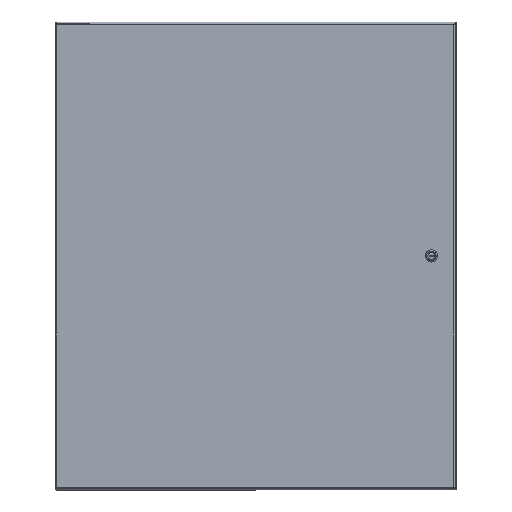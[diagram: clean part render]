
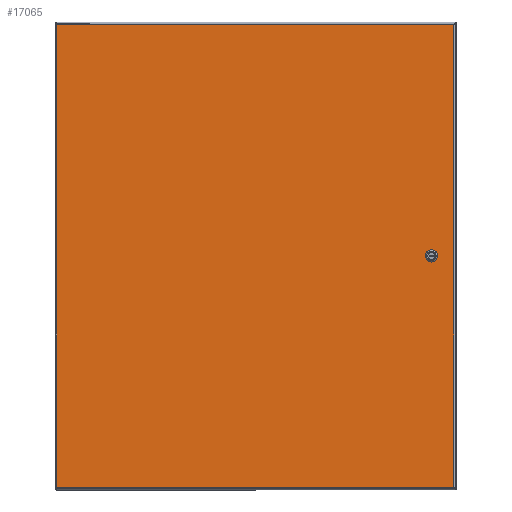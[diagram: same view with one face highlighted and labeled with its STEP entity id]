
A CAD part, top view. The second image highlights one B-rep face of the part: STEP entity #17065.
In plain terms, the highlighted face is planar.
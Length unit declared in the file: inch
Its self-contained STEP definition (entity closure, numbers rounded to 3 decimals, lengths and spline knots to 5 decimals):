
#1354=LINE('',#32152,#2656);
#1358=LINE('',#32164,#2660);
#1362=LINE('',#32176,#2664);
#1366=LINE('',#32186,#2668);
#1414=LINE('',#32292,#2716);
#1420=LINE('',#32374,#2722);
#1435=LINE('',#32474,#2737);
#1450=LINE('',#32573,#2752);
#2656=VECTOR('',#21570,0.42525);
#2660=VECTOR('',#21582,0.42525);
#2664=VECTOR('',#21594,0.42525);
#2668=VECTOR('',#21606,0.42525);
#2716=VECTOR('',#21688,41.5395);
#2722=VECTOR('',#21700,35.6645);
#2737=VECTOR('',#21729,41.5395);
#2752=VECTOR('',#21758,35.6645);
#3649=PLANE('',#18459);
#4092=FACE_BOUND('',#5971,.T.);
#4729=FACE_OUTER_BOUND('',#5970,.T.);
#5970=EDGE_LOOP('',(#13477,#13478,#13479,#13480));
#5971=EDGE_LOOP('',(#13481,#13482,#13483,#13484,#13485,#13486,#13487,#13488));
#6942=CIRCLE('',#18405,0.453);
#6944=CIRCLE('',#18409,0.453);
#6946=CIRCLE('',#18413,0.453);
#6948=CIRCLE('',#18417,0.453);
#8050=VERTEX_POINT('',#32143);
#8051=VERTEX_POINT('',#32145);
#8053=VERTEX_POINT('',#32151);
#8055=VERTEX_POINT('',#32157);
#8057=VERTEX_POINT('',#32163);
#8059=VERTEX_POINT('',#32169);
#8061=VERTEX_POINT('',#32175);
#8063=VERTEX_POINT('',#32181);
#8096=VERTEX_POINT('',#32283);
#8097=VERTEX_POINT('',#32291);
#8102=VERTEX_POINT('',#32366);
#8112=VERTEX_POINT('',#32466);
#9913=EDGE_CURVE('',#8051,#8050,#6942,.T.);
#9916=EDGE_CURVE('',#8053,#8051,#1354,.T.);
#9919=EDGE_CURVE('',#8055,#8053,#6944,.T.);
#9922=EDGE_CURVE('',#8057,#8055,#1358,.T.);
#9925=EDGE_CURVE('',#8059,#8057,#6946,.T.);
#9928=EDGE_CURVE('',#8061,#8059,#1362,.T.);
#9931=EDGE_CURVE('',#8063,#8061,#6948,.T.);
#9934=EDGE_CURVE('',#8050,#8063,#1366,.T.);
#9983=EDGE_CURVE('',#8097,#8096,#1414,.T.);
#9993=EDGE_CURVE('',#8096,#8102,#1420,.T.);
#10012=EDGE_CURVE('',#8102,#8112,#1435,.T.);
#10031=EDGE_CURVE('',#8112,#8097,#1450,.T.);
#13477=ORIENTED_EDGE('',*,*,#9983,.T.);
#13478=ORIENTED_EDGE('',*,*,#9993,.T.);
#13479=ORIENTED_EDGE('',*,*,#10012,.T.);
#13480=ORIENTED_EDGE('',*,*,#10031,.T.);
#13481=ORIENTED_EDGE('',*,*,#9913,.T.);
#13482=ORIENTED_EDGE('',*,*,#9934,.T.);
#13483=ORIENTED_EDGE('',*,*,#9931,.T.);
#13484=ORIENTED_EDGE('',*,*,#9928,.T.);
#13485=ORIENTED_EDGE('',*,*,#9925,.T.);
#13486=ORIENTED_EDGE('',*,*,#9922,.T.);
#13487=ORIENTED_EDGE('',*,*,#9919,.T.);
#13488=ORIENTED_EDGE('',*,*,#9916,.T.);
#17065=ADVANCED_FACE('',(#4729,#4092),#3649,.F.);
#18405=AXIS2_PLACEMENT_3D('',#32146,#21564,#21565);
#18409=AXIS2_PLACEMENT_3D('',#32158,#21576,#21577);
#18413=AXIS2_PLACEMENT_3D('',#32170,#21588,#21589);
#18417=AXIS2_PLACEMENT_3D('',#32182,#21600,#21601);
#18459=AXIS2_PLACEMENT_3D('',#32659,#21783,#21784);
#21564=DIRECTION('center_axis',(0.,0.,1.));
#21565=DIRECTION('ref_axis',(-0.469,-0.883,0.));
#21570=DIRECTION('',(0.,1.,0.));
#21576=DIRECTION('center_axis',(0.,0.,1.));
#21577=DIRECTION('ref_axis',(-0.883,0.469,0.));
#21582=DIRECTION('',(1.,0.,0.));
#21588=DIRECTION('center_axis',(0.,0.,1.));
#21589=DIRECTION('ref_axis',(0.469,0.883,0.));
#21594=DIRECTION('',(0.,-1.,0.));
#21600=DIRECTION('center_axis',(0.,0.,1.));
#21601=DIRECTION('ref_axis',(0.883,-0.469,0.));
#21606=DIRECTION('',(-1.,0.,0.));
#21688=DIRECTION('',(0.,-1.,0.));
#21700=DIRECTION('',(-1.,0.,0.));
#21729=DIRECTION('',(0.,1.,0.));
#21758=DIRECTION('',(1.,0.,0.));
#21783=DIRECTION('center_axis',(0.,0.,1.));
#21784=DIRECTION('ref_axis',(1.,0.,0.));
#32143=CARTESIAN_POINT('',(2.33762,21.275,0.));
#32145=CARTESIAN_POINT('',(2.525,21.08762,0.));
#32146=CARTESIAN_POINT('Origin',(2.125,20.875,0.));
#32151=CARTESIAN_POINT('',(2.525,20.66238,0.));
#32152=CARTESIAN_POINT('',(2.525,20.98131,0.));
#32157=CARTESIAN_POINT('',(2.33762,20.475,0.));
#32158=CARTESIAN_POINT('Origin',(2.125,20.875,0.));
#32163=CARTESIAN_POINT('',(1.91238,20.475,0.));
#32164=CARTESIAN_POINT('',(10.13756,20.475,0.));
#32169=CARTESIAN_POINT('',(1.725,20.66238,0.));
#32170=CARTESIAN_POINT('Origin',(2.125,20.875,0.));
#32175=CARTESIAN_POINT('',(1.725,21.08762,0.));
#32176=CARTESIAN_POINT('',(1.725,20.76869,0.));
#32181=CARTESIAN_POINT('',(1.91238,21.275,0.));
#32182=CARTESIAN_POINT('Origin',(2.125,20.875,0.));
#32186=CARTESIAN_POINT('',(9.92494,21.275,0.));
#32283=CARTESIAN_POINT('',(35.76975,0.10525,0.));
#32291=CARTESIAN_POINT('',(35.76975,41.64475,0.));
#32292=CARTESIAN_POINT('',(35.76975,31.25988,0.));
#32366=CARTESIAN_POINT('',(0.10525,0.10525,0.));
#32374=CARTESIAN_POINT('',(26.85363,0.10525,0.));
#32466=CARTESIAN_POINT('',(0.10525,41.64475,0.));
#32474=CARTESIAN_POINT('',(0.10525,10.49013,0.));
#32573=CARTESIAN_POINT('',(9.02137,41.64475,0.));
#32659=CARTESIAN_POINT('Origin',(17.9375,20.875,0.));
